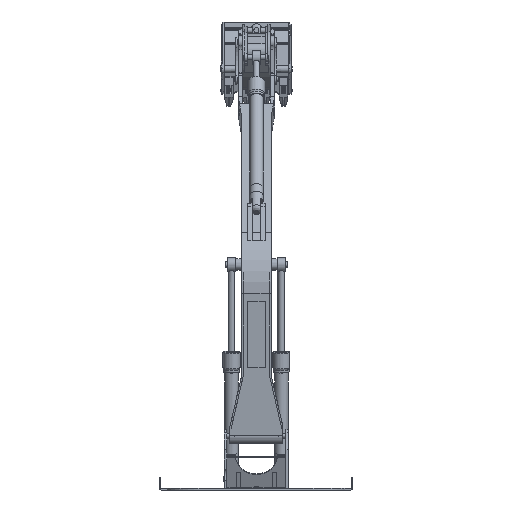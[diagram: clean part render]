
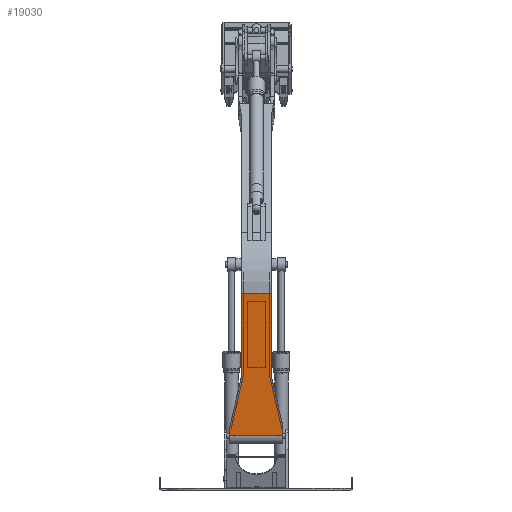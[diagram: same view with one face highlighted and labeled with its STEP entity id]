
A CAD part, left-side view. The second image highlights one B-rep face of the part: STEP entity #19030.
In plain terms, the highlighted planar face has unit normal (-0.993, 0, -0.118).
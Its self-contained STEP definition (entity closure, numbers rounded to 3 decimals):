
#1831=FACE_OUTER_BOUND('',#2960,.T.);
#2960=EDGE_LOOP('',(#12952,#12953,#12954,#12955,#12956,#12957,#12958,#12959,
#12960,#12961));
#4418=LINE('',#28636,#6249);
#4442=LINE('',#28683,#6273);
#4444=LINE('',#28687,#6275);
#4445=LINE('',#28689,#6276);
#4446=LINE('',#28691,#6277);
#4447=LINE('',#28693,#6278);
#4448=LINE('',#28695,#6279);
#4449=LINE('',#28697,#6280);
#4450=LINE('',#28699,#6281);
#4451=LINE('',#28700,#6282);
#6249=VECTOR('',#22816,10.);
#6273=VECTOR('',#22860,100.);
#6275=VECTOR('',#22864,100.);
#6276=VECTOR('',#22865,35.5);
#6277=VECTOR('',#22866,60.941);
#6278=VECTOR('',#22867,11.078);
#6279=VECTOR('',#22868,62.9);
#6280=VECTOR('',#22869,11.078);
#6281=VECTOR('',#22870,60.941);
#6282=VECTOR('',#22871,35.5);
#8060=VERTEX_POINT('',#28633);
#8061=VERTEX_POINT('',#28635);
#8074=VERTEX_POINT('',#28682);
#8075=VERTEX_POINT('',#28686);
#8076=VERTEX_POINT('',#28688);
#8077=VERTEX_POINT('',#28690);
#8078=VERTEX_POINT('',#28692);
#8079=VERTEX_POINT('',#28694);
#8080=VERTEX_POINT('',#28696);
#8081=VERTEX_POINT('',#28698);
#9920=EDGE_CURVE('',#8061,#8060,#4418,.T.);
#9945=EDGE_CURVE('',#8074,#8061,#4442,.T.);
#9947=EDGE_CURVE('',#8060,#8075,#4444,.T.);
#9948=EDGE_CURVE('',#8075,#8076,#4445,.T.);
#9949=EDGE_CURVE('',#8076,#8077,#4446,.T.);
#9950=EDGE_CURVE('',#8077,#8078,#4447,.T.);
#9951=EDGE_CURVE('',#8079,#8078,#4448,.T.);
#9952=EDGE_CURVE('',#8080,#8079,#4449,.T.);
#9953=EDGE_CURVE('',#8080,#8081,#4450,.T.);
#9954=EDGE_CURVE('',#8081,#8074,#4451,.T.);
#12952=ORIENTED_EDGE('',*,*,#9920,.T.);
#12953=ORIENTED_EDGE('',*,*,#9947,.T.);
#12954=ORIENTED_EDGE('',*,*,#9948,.T.);
#12955=ORIENTED_EDGE('',*,*,#9949,.T.);
#12956=ORIENTED_EDGE('',*,*,#9950,.T.);
#12957=ORIENTED_EDGE('',*,*,#9951,.F.);
#12958=ORIENTED_EDGE('',*,*,#9952,.F.);
#12959=ORIENTED_EDGE('',*,*,#9953,.T.);
#12960=ORIENTED_EDGE('',*,*,#9954,.T.);
#12961=ORIENTED_EDGE('',*,*,#9945,.T.);
#17871=PLANE('',#20472);
#19030=ADVANCED_FACE('',(#1831),#17871,.F.);
#20472=AXIS2_PLACEMENT_3D('',#28685,#22862,#22863);
#22816=DIRECTION('',(0.,1.,0.));
#22860=DIRECTION('',(-0.118,0.,0.993));
#22862=DIRECTION('center_axis',(0.993,0.,
0.118));
#22863=DIRECTION('ref_axis',(-0.118,0.,0.993));
#22864=DIRECTION('',(0.118,0.,-0.993));
#22865=DIRECTION('',(0.,1.,0.));
#22866=DIRECTION('',(0.115,0.225,-0.968));
#22867=DIRECTION('',(0.118,0.,-0.993));
#22868=DIRECTION('',(0.,1.,0.));
#22869=DIRECTION('',(0.118,0.,-0.993));
#22870=DIRECTION('',(-0.115,0.225,0.968));
#22871=DIRECTION('',(0.,1.,0.));
#28633=CARTESIAN_POINT('',(-29.861,17.575,169.017));
#28635=CARTESIAN_POINT('',(-29.861,-17.575,169.017));
#28636=CARTESIAN_POINT('',(-29.861,-17.575,169.017));
#28682=CARTESIAN_POINT('',(-18.075,-17.575,69.966));
#28683=CARTESIAN_POINT('',(-18.075,-17.575,69.966));
#28685=CARTESIAN_POINT('Origin',(-9.614,-31.45,-1.144));
#28686=CARTESIAN_POINT('',(-18.075,17.575,69.966));
#28687=CARTESIAN_POINT('',(-29.89,17.575,169.265));
#28688=CARTESIAN_POINT('',(-18.075,17.75,69.966));
#28689=CARTESIAN_POINT('',(-18.075,-17.75,69.966));
#28690=CARTESIAN_POINT('',(-11.059,31.45,11.));
#28691=CARTESIAN_POINT('',(-18.075,17.75,69.966));
#28692=CARTESIAN_POINT('',(-9.75,31.45,0.));
#28693=CARTESIAN_POINT('',(-11.059,31.45,11.));
#28694=CARTESIAN_POINT('',(-9.75,-31.45,0.));
#28695=CARTESIAN_POINT('',(-9.75,-31.45,0.));
#28696=CARTESIAN_POINT('',(-11.059,-31.45,11.));
#28697=CARTESIAN_POINT('',(-11.059,-31.45,11.));
#28698=CARTESIAN_POINT('',(-18.075,-17.75,69.966));
#28699=CARTESIAN_POINT('',(-11.059,-31.45,11.));
#28700=CARTESIAN_POINT('',(-18.075,-17.75,69.966));
